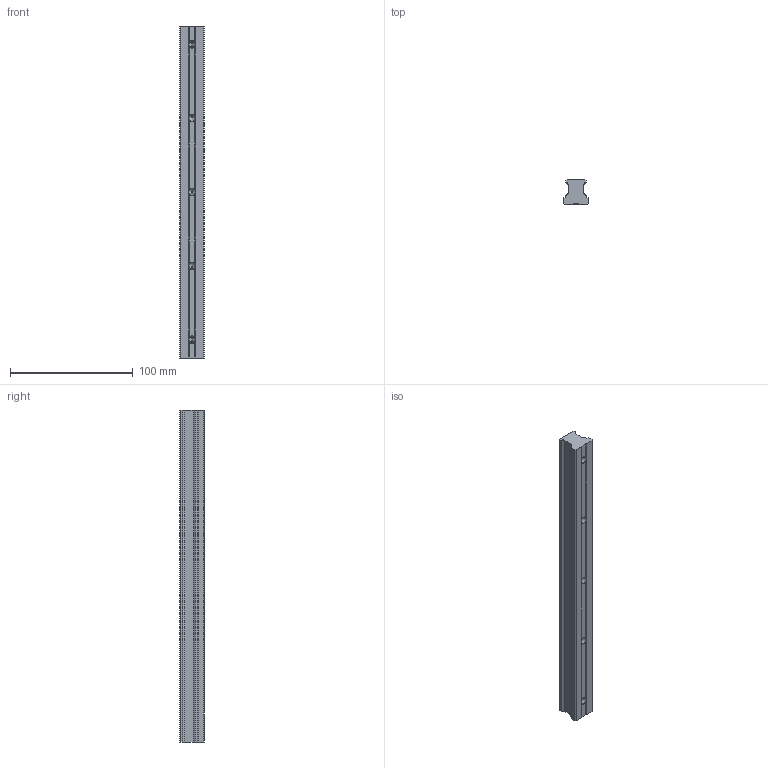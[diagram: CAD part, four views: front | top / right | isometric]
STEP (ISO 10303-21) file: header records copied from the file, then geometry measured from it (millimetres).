
FILE_DESCRIPTION (( 'STEP AP203' ), '1' );
FILE_NAME ('ARU20-rail.STEP', '2011-03-04T01:13:54', ( 'wgz02' ), ( '' ), 'SwSTEP 2.0', 'SolidWorks 2009', '' );
FILE_SCHEMA (( 'CONFIG_CONTROL_DESIGN' ));
Length unit declared in the file: millimetre
Products named in the file (1): ARU20-rail
Bounding box: 20 x 20 x 270 mm (x, y, z)
Volume: 82326.7 mm3; surface area: 23647.3 mm2
Topology: 1 solids, 1 shells, 86 faces, 242 edges, 153 vertices
Faces by surface type: plane 42, cylinder 24, cone 20
Entity records: 2811 total; most frequent: CARTESIAN_POINT 592, ORIENTED_EDGE 464, DIRECTION 444, EDGE_CURVE 232, AXIS2_PLACEMENT_3D 165, VERTEX_POINT 153, LINE 114, VECTOR 114
